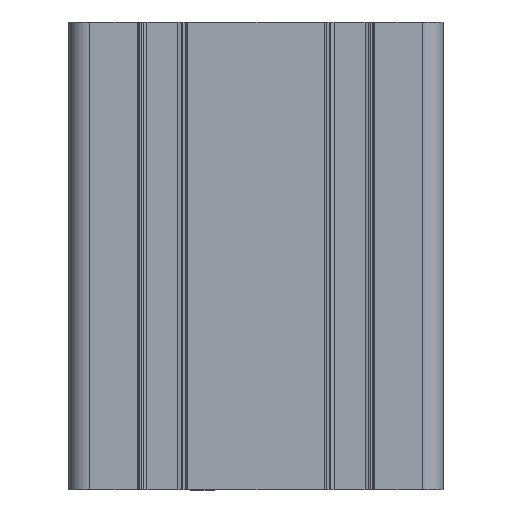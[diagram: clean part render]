
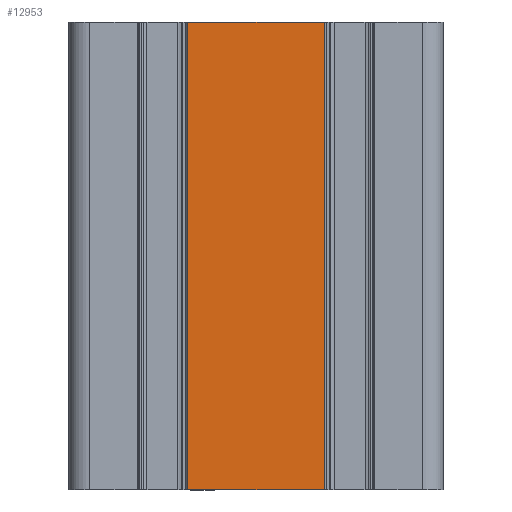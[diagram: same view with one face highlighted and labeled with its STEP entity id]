
A CAD part, front view. The second image highlights one B-rep face of the part: STEP entity #12953.
In plain terms, the highlighted planar face has unit normal (0, -1, 0).
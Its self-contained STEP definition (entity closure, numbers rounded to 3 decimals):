
#51 = CARTESIAN_POINT ( 'NONE',  ( 6924.857, 3874.4, 100. ) ) ;
#213 = DIRECTION ( 'NONE',  ( -1., 0., 0. ) ) ;
#721 = VECTOR ( 'NONE', #5621, 1000. ) ;
#1069 = ORIENTED_EDGE ( 'NONE', *, *, #11512, .F. ) ;
#1782 = VERTEX_POINT ( 'NONE', #51 ) ;
#2243 = CARTESIAN_POINT ( 'NONE',  ( 6924.857, 3874.4, 100. ) ) ;
#2283 = CARTESIAN_POINT ( 'NONE',  ( 6954.057, 3874.4, 100. ) ) ;
#2331 = ORIENTED_EDGE ( 'NONE', *, *, #14420, .F. ) ;
#3057 = FACE_OUTER_BOUND ( 'NONE', #7014, .T. ) ;
#3437 = DIRECTION ( 'NONE',  ( 0., 0., 1. ) ) ;
#3442 = VERTEX_POINT ( 'NONE', #7566 ) ;
#3763 = CARTESIAN_POINT ( 'NONE',  ( 6922.749, 3874.4, 0. ) ) ;
#3949 = VECTOR ( 'NONE', #8306, 1000. ) ;
#4180 = LINE ( 'NONE', #14004, #13765 ) ;
#4313 = LINE ( 'NONE', #2283, #3949 ) ;
#5145 = VERTEX_POINT ( 'NONE', #10466 ) ;
#5222 = AXIS2_PLACEMENT_3D ( 'NONE', #2243, #10625, #3437 ) ;
#5451 = CARTESIAN_POINT ( 'NONE',  ( 6954.057, 3874.4, 100. ) ) ;
#5621 = DIRECTION ( 'NONE',  ( 1., 0., 0. ) ) ;
#7014 = EDGE_LOOP ( 'NONE', ( #2331, #7205, #11499, #1069 ) ) ;
#7205 = ORIENTED_EDGE ( 'NONE', *, *, #8413, .F. ) ;
#7566 = CARTESIAN_POINT ( 'NONE',  ( 6924.857, 3874.4, 0. ) ) ;
#8012 = DIRECTION ( 'NONE',  ( 0., 0., 1. ) ) ;
#8306 = DIRECTION ( 'NONE',  ( 0., 0., -1. ) ) ;
#8315 = VERTEX_POINT ( 'NONE', #5451 ) ;
#8413 = EDGE_CURVE ( 'NONE', #1782, #8315, #9918, .T. ) ;
#9421 = PLANE ( 'NONE',  #5222 ) ;
#9918 = LINE ( 'NONE', #12833, #721 ) ;
#10466 = CARTESIAN_POINT ( 'NONE',  ( 6954.057, 3874.4, 0. ) ) ;
#10625 = DIRECTION ( 'NONE',  ( 0., 1., 0. ) ) ;
#11499 = ORIENTED_EDGE ( 'NONE', *, *, #12829, .F. ) ;
#11512 = EDGE_CURVE ( 'NONE', #5145, #3442, #15288, .T. ) ;
#12099 = VECTOR ( 'NONE', #213, 1000. ) ;
#12829 = EDGE_CURVE ( 'NONE', #3442, #1782, #4180, .T. ) ;
#12833 = CARTESIAN_POINT ( 'NONE',  ( 6922.749, 3874.4, 100. ) ) ;
#12953 = ADVANCED_FACE ( 'NONE', ( #3057 ), #9421, .F. ) ;
#13765 = VECTOR ( 'NONE', #8012, 1000. ) ;
#14004 = CARTESIAN_POINT ( 'NONE',  ( 6924.857, 3874.4, 100. ) ) ;
#14420 = EDGE_CURVE ( 'NONE', #8315, #5145, #4313, .T. ) ;
#15288 = LINE ( 'NONE', #3763, #12099 ) ;
